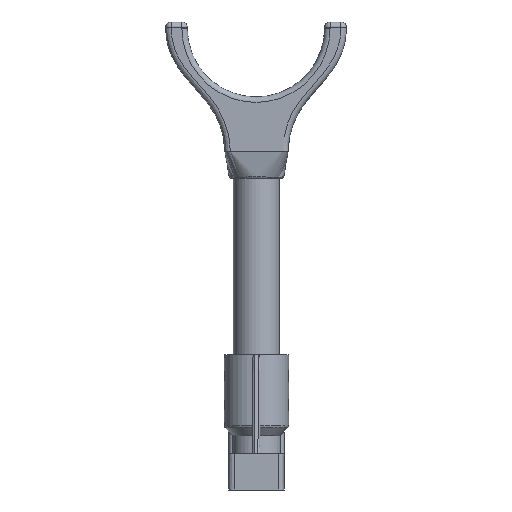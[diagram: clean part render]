
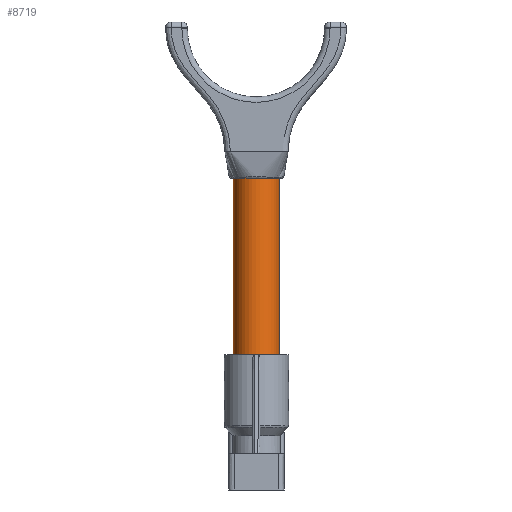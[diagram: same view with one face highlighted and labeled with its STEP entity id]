
A CAD part, front view. The second image highlights one B-rep face of the part: STEP entity #8719.
In plain terms, the highlighted cylindrical face has radius 12.75 mm (diameter 25.5 mm), a partial arc.
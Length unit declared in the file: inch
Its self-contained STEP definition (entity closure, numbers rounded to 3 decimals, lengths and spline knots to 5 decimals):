
#95 = EDGE_CURVE ( 'NONE', #3541, #4500, #1324, .T. ) ;
#218 = CARTESIAN_POINT ( 'NONE',  ( 0.50197, 0., 0. ) ) ;
#367 = CIRCLE ( 'NONE', #5356, 0.50197 ) ;
#641 = EDGE_CURVE ( 'NONE', #1079, #4500, #4876, .T. ) ;
#845 = DIRECTION ( 'NONE',  ( -1., 0., 0. ) ) ;
#888 = DIRECTION ( 'NONE',  ( 0., 0., 1. ) ) ;
#910 = VECTOR ( 'NONE', #1883, 39.37008 ) ;
#1079 = VERTEX_POINT ( 'NONE', #218 ) ;
#1184 = EDGE_CURVE ( 'NONE', #4271, #3541, #367, .T. ) ;
#1324 = LINE ( 'NONE', #5957, #6224 ) ;
#1379 = CARTESIAN_POINT ( 'NONE',  ( -0.50197, 0., 6.29921 ) ) ;
#1514 = CARTESIAN_POINT ( 'NONE',  ( 0., 0., 0. ) ) ;
#1520 = CARTESIAN_POINT ( 'NONE',  ( 0., 0., 6.29921 ) ) ;
#1719 = ORIENTED_EDGE ( 'NONE', *, *, #1184, .F. ) ;
#1883 = DIRECTION ( 'NONE',  ( 0., 0., -1. ) ) ;
#1894 = ORIENTED_EDGE ( 'NONE', *, *, #641, .T. ) ;
#1986 = DIRECTION ( 'NONE',  ( 0., 0., -1. ) ) ;
#2141 = CYLINDRICAL_SURFACE ( 'NONE', #4732, 0.50197 ) ;
#2695 = EDGE_LOOP ( 'NONE', ( #1719, #6933, #1894, #8001 ) ) ;
#3053 = DIRECTION ( 'NONE',  ( 0., 0., 1. ) ) ;
#3132 = EDGE_CURVE ( 'NONE', #4271, #1079, #6437, .T. ) ;
#3541 = VERTEX_POINT ( 'NONE', #1379 ) ;
#3607 = DIRECTION ( 'NONE',  ( 1., 0., 0. ) ) ;
#4142 = CARTESIAN_POINT ( 'NONE',  ( -0.50197, 0., 0. ) ) ;
#4271 = VERTEX_POINT ( 'NONE', #4991 ) ;
#4438 = CARTESIAN_POINT ( 'NONE',  ( 0.50197, 0., 6.29921 ) ) ;
#4462 = AXIS2_PLACEMENT_3D ( 'NONE', #1514, #888, #3607 ) ;
#4500 = VERTEX_POINT ( 'NONE', #4142 ) ;
#4732 = AXIS2_PLACEMENT_3D ( 'NONE', #1520, #7171, #845 ) ;
#4876 = CIRCLE ( 'NONE', #4462, 0.50197 ) ;
#4991 = CARTESIAN_POINT ( 'NONE',  ( 0.50197, 0., 6.29921 ) ) ;
#5069 = DIRECTION ( 'NONE',  ( 1., 0., 0. ) ) ;
#5356 = AXIS2_PLACEMENT_3D ( 'NONE', #7116, #3053, #5069 ) ;
#5957 = CARTESIAN_POINT ( 'NONE',  ( -0.50197, 0., 6.29921 ) ) ;
#6224 = VECTOR ( 'NONE', #1986, 39.37008 ) ;
#6437 = LINE ( 'NONE', #4438, #910 ) ;
#6933 = ORIENTED_EDGE ( 'NONE', *, *, #3132, .T. ) ;
#7116 = CARTESIAN_POINT ( 'NONE',  ( 0., 0., 6.29921 ) ) ;
#7171 = DIRECTION ( 'NONE',  ( 0., 0., -1. ) ) ;
#7642 = FACE_OUTER_BOUND ( 'NONE', #2695, .T. ) ;
#8001 = ORIENTED_EDGE ( 'NONE', *, *, #95, .F. ) ;
#8719 = ADVANCED_FACE ( 'NONE', ( #7642 ), #2141, .T. ) ;
